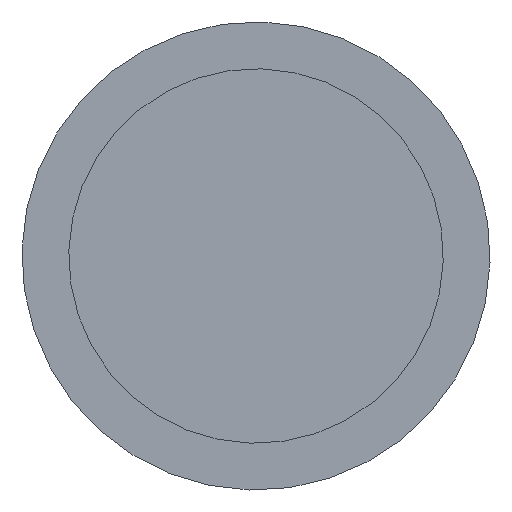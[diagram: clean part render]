
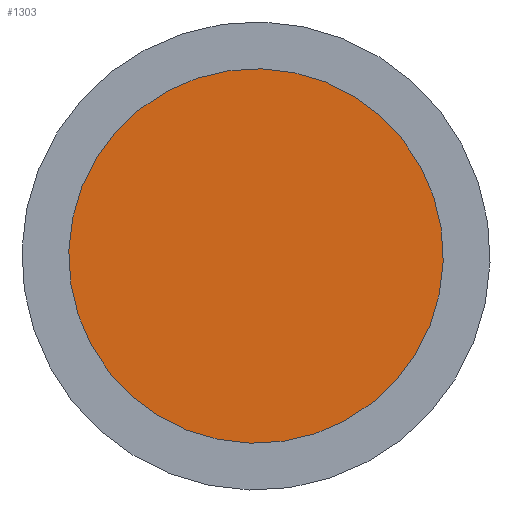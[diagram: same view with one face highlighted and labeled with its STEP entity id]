
A CAD part, front view. The second image highlights one B-rep face of the part: STEP entity #1303.
In plain terms, the highlighted planar face has unit normal (0, -1, 0).
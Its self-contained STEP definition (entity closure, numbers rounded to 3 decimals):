
#1280=CARTESIAN_POINT('',(-16.0,0.0,0.0));
#1281=VERTEX_POINT('',#1280);
#1282=CARTESIAN_POINT('',(0.0,0.0,0.0));
#1283=DIRECTION('',(0.0,-1.0,0.0));
#1284=DIRECTION('',(-1.0,0.0,0.0));
#1285=AXIS2_PLACEMENT_3D('',#1282,#1283,#1284);
#1286=CIRCLE('',#1285,16.0);
#1287=EDGE_CURVE('',#1281,#1281,#1286,.T.);
#1295=CARTESIAN_POINT('',(-8.0,0.0,0.0));
#1296=DIRECTION('',(0.0,-1.0,0.0));
#1297=DIRECTION('',(0.0,0.0,-1.0));
#1298=AXIS2_PLACEMENT_3D('',#1295,#1296,#1297);
#1299=PLANE('',#1298);
#1300=ORIENTED_EDGE('',*,*,#1287,.T.);
#1301=EDGE_LOOP('',(#1300));
#1302=FACE_OUTER_BOUND('',#1301,.T.);
#1303=ADVANCED_FACE('',(#1302),#1299,.T.);
